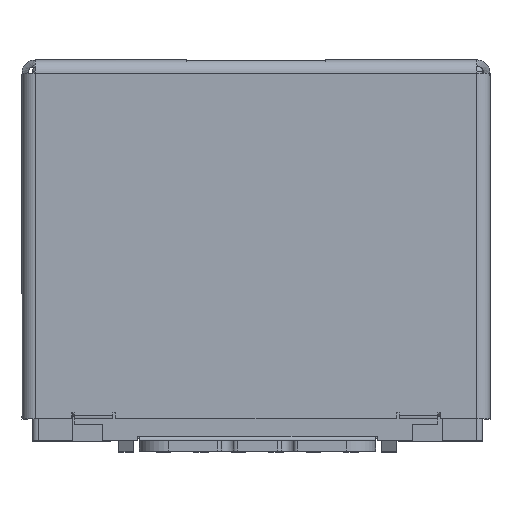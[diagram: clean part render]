
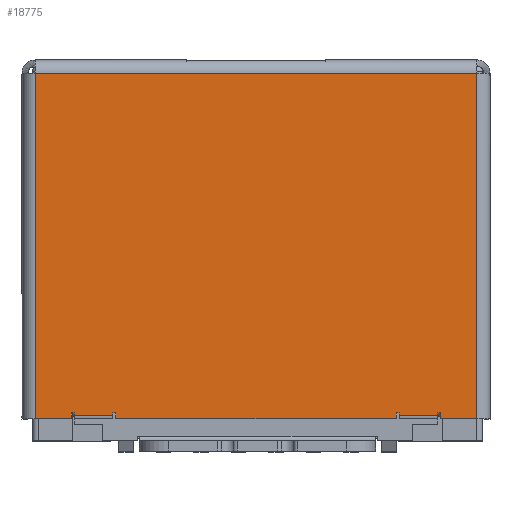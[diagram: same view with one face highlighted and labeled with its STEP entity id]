
A CAD part, top view. The second image highlights one B-rep face of the part: STEP entity #18775.
In plain terms, the highlighted planar face has unit normal (0, 0, 1).
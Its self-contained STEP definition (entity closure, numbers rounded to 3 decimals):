
#6264=DIRECTION('',(1.,0.,0.));
#6265=VECTOR('',#6264,1.225);
#6266=CARTESIAN_POINT('',(17.502,-6.976,14.193));
#6267=LINE('',#6266,#6265);
#6282=DIRECTION('',(1.,0.,0.));
#6283=VECTOR('',#6282,9.5);
#6284=CARTESIAN_POINT('',(6.502,-6.976,14.193));
#6285=LINE('',#6284,#6283);
#6286=DIRECTION('',(0.,1.,0.));
#6287=VECTOR('',#6286,0.2);
#6288=CARTESIAN_POINT('',(6.502,-6.976,14.193));
#6289=LINE('',#6288,#6287);
#6298=DIRECTION('',(-1.,0.,0.));
#6299=VECTOR('',#6298,0.1);
#6300=CARTESIAN_POINT('',(6.502,-6.776,14.193));
#6301=LINE('',#6300,#6299);
#6310=DIRECTION('',(0.,-1.,0.));
#6311=VECTOR('',#6310,0.1);
#6312=CARTESIAN_POINT('',(6.402,-6.776,14.193));
#6313=LINE('',#6312,#6311);
#6362=DIRECTION('',(0.,1.,0.));
#6363=VECTOR('',#6362,0.1);
#6364=CARTESIAN_POINT('',(5.102,-6.876,14.193));
#6365=LINE('',#6364,#6363);
#6374=DIRECTION('',(-1.,0.,0.));
#6375=VECTOR('',#6374,0.1);
#6376=CARTESIAN_POINT('',(5.102,-6.776,14.193));
#6377=LINE('',#6376,#6375);
#6386=DIRECTION('',(0.,-1.,0.));
#6387=VECTOR('',#6386,0.2);
#6388=CARTESIAN_POINT('',(5.002,-6.776,14.193));
#6389=LINE('',#6388,#6387);
#6403=DIRECTION('',(1.,0.,0.));
#6404=VECTOR('',#6403,1.225);
#6405=CARTESIAN_POINT('',(3.777,-6.976,14.193));
#6406=LINE('',#6405,#6404);
#6420=DIRECTION('',(0.,-1.,0.));
#6421=VECTOR('',#6420,11.7);
#6422=CARTESIAN_POINT('',(3.777,4.724,14.193));
#6423=LINE('',#6422,#6421);
#6574=DIRECTION('',(1.,0.,0.));
#6575=VECTOR('',#6574,1.3);
#6576=CARTESIAN_POINT('',(5.102,-6.876,14.193));
#6577=LINE('',#6576,#6575);
#6586=DIRECTION('',(-1.,0.,0.));
#6587=VECTOR('',#6586,14.95);
#6588=CARTESIAN_POINT('',(18.727,4.724,14.193));
#6589=LINE('',#6588,#6587);
#7262=DIRECTION('',(0.,1.,0.));
#7263=VECTOR('',#7262,11.7);
#7264=CARTESIAN_POINT('',(18.727,-6.976,14.193));
#7265=LINE('',#7264,#7263);
#7277=DIRECTION('',(0.,1.,0.));
#7278=VECTOR('',#7277,0.2);
#7279=CARTESIAN_POINT('',(17.502,-6.976,14.193));
#7280=LINE('',#7279,#7278);
#7289=DIRECTION('',(-1.,0.,0.));
#7290=VECTOR('',#7289,0.1);
#7291=CARTESIAN_POINT('',(17.502,-6.776,14.193));
#7292=LINE('',#7291,#7290);
#7301=DIRECTION('',(0.,-1.,0.));
#7302=VECTOR('',#7301,0.1);
#7303=CARTESIAN_POINT('',(17.402,-6.776,14.193));
#7304=LINE('',#7303,#7302);
#7353=DIRECTION('',(0.,1.,0.));
#7354=VECTOR('',#7353,0.1);
#7355=CARTESIAN_POINT('',(16.102,-6.876,14.193));
#7356=LINE('',#7355,#7354);
#7365=DIRECTION('',(-1.,0.,0.));
#7366=VECTOR('',#7365,0.1);
#7367=CARTESIAN_POINT('',(16.102,-6.776,14.193));
#7368=LINE('',#7367,#7366);
#7377=DIRECTION('',(0.,-1.,0.));
#7378=VECTOR('',#7377,0.2);
#7379=CARTESIAN_POINT('',(16.002,-6.776,14.193));
#7380=LINE('',#7379,#7378);
#7397=DIRECTION('',(1.,0.,0.));
#7398=VECTOR('',#7397,1.3);
#7399=CARTESIAN_POINT('',(16.102,-6.876,14.193));
#7400=LINE('',#7399,#7398);
#8084=CARTESIAN_POINT('',(17.402,-6.876,14.193));
#8085=VERTEX_POINT('',#8084);
#8088=CARTESIAN_POINT('',(16.102,-6.876,14.193));
#8089=VERTEX_POINT('',#8088);
#8128=CARTESIAN_POINT('',(6.502,-6.976,14.193));
#8129=CARTESIAN_POINT('',(16.002,-6.976,14.193));
#8130=VERTEX_POINT('',#8128);
#8131=VERTEX_POINT('',#8129);
#8132=CARTESIAN_POINT('',(6.502,-6.776,14.193));
#8133=VERTEX_POINT('',#8132);
#8134=CARTESIAN_POINT('',(6.402,-6.776,14.193));
#8135=VERTEX_POINT('',#8134);
#8136=CARTESIAN_POINT('',(6.402,-6.876,14.193));
#8137=VERTEX_POINT('',#8136);
#8138=CARTESIAN_POINT('',(5.102,-6.876,14.193));
#8139=VERTEX_POINT('',#8138);
#8140=CARTESIAN_POINT('',(5.102,-6.776,14.193));
#8141=VERTEX_POINT('',#8140);
#8142=CARTESIAN_POINT('',(5.002,-6.776,14.193));
#8143=VERTEX_POINT('',#8142);
#8144=CARTESIAN_POINT('',(5.002,-6.976,14.193));
#8145=VERTEX_POINT('',#8144);
#8146=CARTESIAN_POINT('',(3.777,-6.976,14.193));
#8147=VERTEX_POINT('',#8146);
#8148=CARTESIAN_POINT('',(3.777,4.724,14.193));
#8149=VERTEX_POINT('',#8148);
#8150=CARTESIAN_POINT('',(18.727,4.724,14.193));
#8151=VERTEX_POINT('',#8150);
#8152=CARTESIAN_POINT('',(18.727,-6.976,14.193));
#8153=VERTEX_POINT('',#8152);
#8154=CARTESIAN_POINT('',(17.502,-6.976,14.193));
#8155=VERTEX_POINT('',#8154);
#8156=CARTESIAN_POINT('',(17.502,-6.776,14.193));
#8157=VERTEX_POINT('',#8156);
#8158=CARTESIAN_POINT('',(17.402,-6.776,14.193));
#8159=VERTEX_POINT('',#8158);
#8160=CARTESIAN_POINT('',(16.102,-6.776,14.193));
#8161=VERTEX_POINT('',#8160);
#8162=CARTESIAN_POINT('',(16.002,-6.776,14.193));
#8163=VERTEX_POINT('',#8162);
#18730=CARTESIAN_POINT('',(11.252,-1.126,
14.193));
#18731=DIRECTION('',(0.,0.,1.));
#18732=DIRECTION('',(0.,-1.,0.));
#18733=AXIS2_PLACEMENT_3D('',#18730,#18731,#18732);
#18734=PLANE('',#18733);
#18736=ORIENTED_EDGE('',*,*,#18735,.T.);
#18738=ORIENTED_EDGE('',*,*,#18737,.T.);
#18740=ORIENTED_EDGE('',*,*,#18739,.T.);
#18742=ORIENTED_EDGE('',*,*,#18741,.F.);
#18744=ORIENTED_EDGE('',*,*,#18743,.T.);
#18746=ORIENTED_EDGE('',*,*,#18745,.T.);
#18748=ORIENTED_EDGE('',*,*,#18747,.T.);
#18750=ORIENTED_EDGE('',*,*,#18749,.F.);
#18752=ORIENTED_EDGE('',*,*,#18751,.F.);
#18754=ORIENTED_EDGE('',*,*,#18753,.F.);
#18756=ORIENTED_EDGE('',*,*,#18755,.F.);
#18757=ORIENTED_EDGE('',*,*,#18660,.F.);
#18759=ORIENTED_EDGE('',*,*,#18758,.T.);
#18761=ORIENTED_EDGE('',*,*,#18760,.T.);
#18763=ORIENTED_EDGE('',*,*,#18762,.T.);
#18765=ORIENTED_EDGE('',*,*,#18764,.F.);
#18767=ORIENTED_EDGE('',*,*,#18766,.T.);
#18769=ORIENTED_EDGE('',*,*,#18768,.T.);
#18771=ORIENTED_EDGE('',*,*,#18770,.T.);
#18772=ORIENTED_EDGE('',*,*,#18720,.F.);
#18773=EDGE_LOOP('',(#18736,#18738,#18740,#18742,#18744,#18746,#18748,#18750,
#18752,#18754,#18756,#18757,#18759,#18761,#18763,#18765,#18767,#18769,#18771,
#18772));
#18774=FACE_OUTER_BOUND('',#18773,.F.);
#18775=ADVANCED_FACE('',(#18774),#18734,.T.);
#18660=EDGE_CURVE('',#8155,#8153,#6267,.T.);
#18720=EDGE_CURVE('',#8130,#8131,#6285,.T.);
#18735=EDGE_CURVE('',#8130,#8133,#6289,.T.);
#18737=EDGE_CURVE('',#8133,#8135,#6301,.T.);
#18739=EDGE_CURVE('',#8135,#8137,#6313,.T.);
#18741=EDGE_CURVE('',#8139,#8137,#6577,.T.);
#18743=EDGE_CURVE('',#8139,#8141,#6365,.T.);
#18745=EDGE_CURVE('',#8141,#8143,#6377,.T.);
#18747=EDGE_CURVE('',#8143,#8145,#6389,.T.);
#18749=EDGE_CURVE('',#8147,#8145,#6406,.T.);
#18751=EDGE_CURVE('',#8149,#8147,#6423,.T.);
#18753=EDGE_CURVE('',#8151,#8149,#6589,.T.);
#18755=EDGE_CURVE('',#8153,#8151,#7265,.T.);
#18758=EDGE_CURVE('',#8155,#8157,#7280,.T.);
#18760=EDGE_CURVE('',#8157,#8159,#7292,.T.);
#18762=EDGE_CURVE('',#8159,#8085,#7304,.T.);
#18764=EDGE_CURVE('',#8089,#8085,#7400,.T.);
#18766=EDGE_CURVE('',#8089,#8161,#7356,.T.);
#18768=EDGE_CURVE('',#8161,#8163,#7368,.T.);
#18770=EDGE_CURVE('',#8163,#8131,#7380,.T.);
